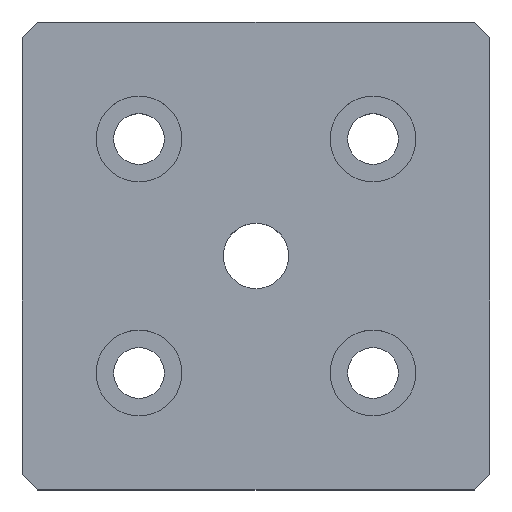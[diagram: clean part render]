
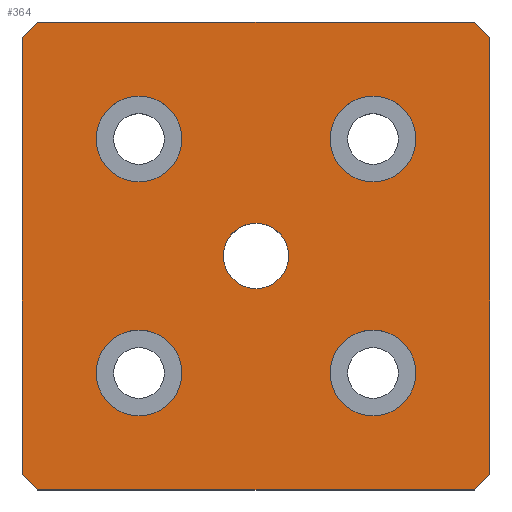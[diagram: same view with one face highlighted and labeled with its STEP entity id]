
A CAD part, top view. The second image highlights one B-rep face of the part: STEP entity #364.
In plain terms, the highlighted planar face has unit normal (0, 0, 1).
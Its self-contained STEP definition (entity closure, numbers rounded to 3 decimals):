
#15=LINE('',#556,#39);
#19=LINE('',#564,#43);
#22=LINE('',#570,#46);
#23=LINE('',#572,#47);
#24=LINE('',#574,#48);
#25=LINE('',#576,#49);
#26=LINE('',#578,#50);
#27=LINE('',#579,#51);
#39=VECTOR('',#454,2.828);
#43=VECTOR('',#460,56.);
#46=VECTOR('',#465,56.);
#47=VECTOR('',#466,2.828);
#48=VECTOR('',#467,56.);
#49=VECTOR('',#468,2.828);
#50=VECTOR('',#469,56.);
#51=VECTOR('',#470,2.828);
#78=FACE_BOUND('',#133,.T.);
#79=FACE_BOUND('',#134,.T.);
#80=FACE_BOUND('',#135,.T.);
#81=FACE_BOUND('',#136,.T.);
#82=FACE_BOUND('',#137,.T.);
#103=FACE_OUTER_BOUND('',#132,.T.);
#132=EDGE_LOOP('',(#278,#279,#280,#281,#282,#283,#284,#285));
#133=EDGE_LOOP('',(#286));
#134=EDGE_LOOP('',(#287));
#135=EDGE_LOOP('',(#288));
#136=EDGE_LOOP('',(#289));
#137=EDGE_LOOP('',(#290));
#166=CIRCLE('',#385,5.5);
#170=CIRCLE('',#392,5.5);
#172=CIRCLE('',#398,5.5);
#173=CIRCLE('',#399,5.5);
#174=CIRCLE('',#400,4.188);
#184=VERTEX_POINT('',#537);
#188=VERTEX_POINT('',#548);
#190=VERTEX_POINT('',#554);
#191=VERTEX_POINT('',#555);
#194=VERTEX_POINT('',#563);
#196=VERTEX_POINT('',#569);
#197=VERTEX_POINT('',#571);
#198=VERTEX_POINT('',#573);
#199=VERTEX_POINT('',#575);
#200=VERTEX_POINT('',#577);
#201=VERTEX_POINT('',#580);
#202=VERTEX_POINT('',#582);
#203=VERTEX_POINT('',#584);
#218=EDGE_CURVE('',#184,#184,#166,.T.);
#222=EDGE_CURVE('',#188,#188,#170,.T.);
#224=EDGE_CURVE('',#190,#191,#15,.T.);
#228=EDGE_CURVE('',#191,#194,#19,.T.);
#231=EDGE_CURVE('',#196,#190,#22,.T.);
#232=EDGE_CURVE('',#197,#196,#23,.T.);
#233=EDGE_CURVE('',#198,#197,#24,.T.);
#234=EDGE_CURVE('',#199,#198,#25,.T.);
#235=EDGE_CURVE('',#200,#199,#26,.T.);
#236=EDGE_CURVE('',#194,#200,#27,.T.);
#237=EDGE_CURVE('',#201,#201,#172,.T.);
#238=EDGE_CURVE('',#202,#202,#173,.T.);
#239=EDGE_CURVE('',#203,#203,#174,.T.);
#278=ORIENTED_EDGE('',*,*,#224,.F.);
#279=ORIENTED_EDGE('',*,*,#231,.F.);
#280=ORIENTED_EDGE('',*,*,#232,.F.);
#281=ORIENTED_EDGE('',*,*,#233,.F.);
#282=ORIENTED_EDGE('',*,*,#234,.F.);
#283=ORIENTED_EDGE('',*,*,#235,.F.);
#284=ORIENTED_EDGE('',*,*,#236,.F.);
#285=ORIENTED_EDGE('',*,*,#228,.F.);
#286=ORIENTED_EDGE('',*,*,#218,.T.);
#287=ORIENTED_EDGE('',*,*,#222,.T.);
#288=ORIENTED_EDGE('',*,*,#237,.T.);
#289=ORIENTED_EDGE('',*,*,#238,.T.);
#290=ORIENTED_EDGE('',*,*,#239,.T.);
#346=PLANE('',#397);
#364=ADVANCED_FACE('',(#103,#78,#79,#80,#81,#82),#346,.T.);
#385=AXIS2_PLACEMENT_3D('',#538,#432,#433);
#392=AXIS2_PLACEMENT_3D('',#549,#446,#447);
#397=AXIS2_PLACEMENT_3D('',#568,#463,#464);
#398=AXIS2_PLACEMENT_3D('',#581,#471,#472);
#399=AXIS2_PLACEMENT_3D('',#583,#473,#474);
#400=AXIS2_PLACEMENT_3D('',#585,#475,#476);
#432=DIRECTION('center_axis',(0.,0.,-1.));
#433=DIRECTION('ref_axis',(1.,0.,0.));
#446=DIRECTION('center_axis',(0.,0.,-1.));
#447=DIRECTION('ref_axis',(1.,0.,0.));
#454=DIRECTION('',(-0.707,-0.707,0.));
#460=DIRECTION('',(-1.,0.,0.));
#463=DIRECTION('center_axis',(0.,0.,1.));
#464=DIRECTION('ref_axis',(1.,0.,0.));
#465=DIRECTION('',(0.,-1.,0.));
#466=DIRECTION('',(0.707,-0.707,0.));
#467=DIRECTION('',(1.,0.,0.));
#468=DIRECTION('',(0.707,0.707,0.));
#469=DIRECTION('',(0.,1.,0.));
#470=DIRECTION('',(-0.707,0.707,0.));
#471=DIRECTION('center_axis',(0.,0.,-1.));
#472=DIRECTION('ref_axis',(1.,0.,0.));
#473=DIRECTION('center_axis',(0.,0.,-1.));
#474=DIRECTION('ref_axis',(1.,0.,0.));
#475=DIRECTION('center_axis',(0.,0.,-1.));
#476=DIRECTION('ref_axis',(1.,0.,0.));
#537=CARTESIAN_POINT('',(-9.5,-15.,10.));
#538=CARTESIAN_POINT('Origin',(-15.,-15.,10.));
#548=CARTESIAN_POINT('',(20.5,-15.,10.));
#549=CARTESIAN_POINT('Origin',(15.,-15.,10.));
#554=CARTESIAN_POINT('',(30.,-28.,10.));
#555=CARTESIAN_POINT('',(28.,-30.,10.));
#556=CARTESIAN_POINT('',(29.,-29.,10.));
#563=CARTESIAN_POINT('',(-28.,-30.,10.));
#564=CARTESIAN_POINT('',(-30.,-30.,10.));
#568=CARTESIAN_POINT('Origin',(0.,0.,
10.));
#569=CARTESIAN_POINT('',(30.,28.,10.));
#570=CARTESIAN_POINT('',(30.,-30.,10.));
#571=CARTESIAN_POINT('',(28.,30.,10.));
#572=CARTESIAN_POINT('',(29.,29.,10.));
#573=CARTESIAN_POINT('',(-28.,30.,10.));
#574=CARTESIAN_POINT('',(30.,30.,10.));
#575=CARTESIAN_POINT('',(-30.,28.,10.));
#576=CARTESIAN_POINT('',(-29.,29.,10.));
#577=CARTESIAN_POINT('',(-30.,-28.,10.));
#578=CARTESIAN_POINT('',(-30.,30.,10.));
#579=CARTESIAN_POINT('',(-29.,-29.,10.));
#580=CARTESIAN_POINT('',(20.5,15.,10.));
#581=CARTESIAN_POINT('Origin',(15.,15.,10.));
#582=CARTESIAN_POINT('',(-9.5,15.,10.));
#583=CARTESIAN_POINT('Origin',(-15.,15.,10.));
#584=CARTESIAN_POINT('',(4.188,0.,10.));
#585=CARTESIAN_POINT('Origin',(0.,0.,
10.));
